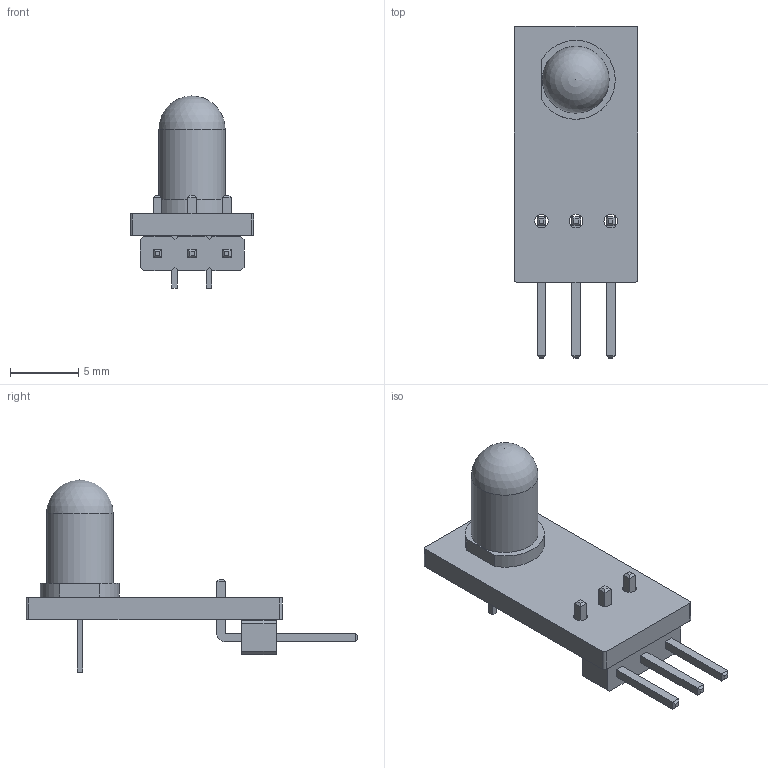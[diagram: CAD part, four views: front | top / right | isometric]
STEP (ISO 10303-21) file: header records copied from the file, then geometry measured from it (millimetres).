
FILE_DESCRIPTION(('KiCad electronic assembly'),'2;1');
FILE_NAME('Emmiter.step','2025-01-25T13:45:57',('Pcbnew'),('Kicad'), 'Open CASCADE STEP processor 7.7','KiCad to STEP converter','Unknown' );
FILE_SCHEMA(('AUTOMOTIVE_DESIGN { 1 0 10303 214 1 1 1 1 }'));
Length unit declared in the file: millimetre
Products named in the file (6): Emmiter 1; LED_D5.0mm; PinHeader_1x03_P2.54mm_Horizontal; PinHeader_1x03_P254mm_Horizontal; Emmiter_PCB
Assembly tree (5 placements, depth 3):
  Emmiter 1
    LED_D5.0mm
      LED_D5.0mm
    PinHeader_1x03_P2.54mm_Horizontal
      PinHeader_1x03_P254mm_Horizontal
    Emmiter_PCB
Bounding box: 9.07 x 24.36 x 14.1 mm (x, y, z)
Volume: 484.7 mm3; surface area: 809.6 mm2
Topology: 3 solids, 3 shells, 116 faces, 281 edges, 179 vertices
Faces by surface type: plane 101, cylinder 14, sphere 1
Full cylindrical faces by diameter (mm): 0.9 x2, 1 x3, 4.9 x1
Entity records: 4147 total; most frequent: CARTESIAN_POINT 581, ORIENTED_EDGE 560, DIRECTION 553, EDGE_CURVE 280, LINE 251, VECTOR 251, VERTEX_POINT 179, AXIS2_PLACEMENT_3D 151
